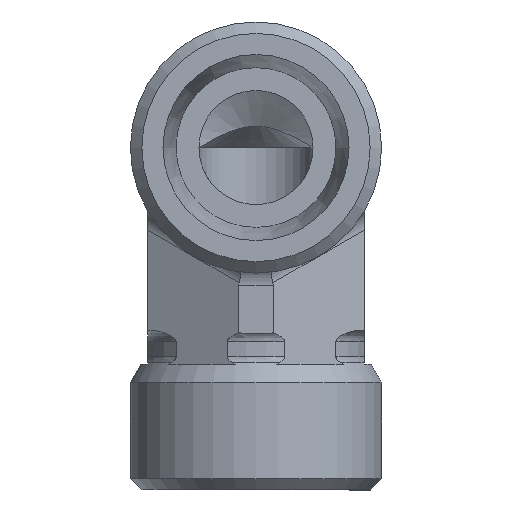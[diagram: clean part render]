
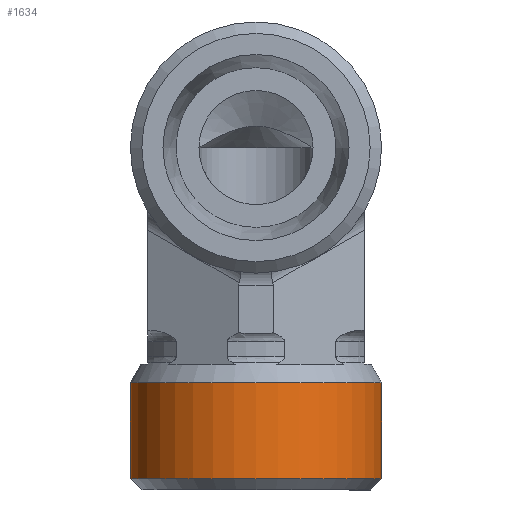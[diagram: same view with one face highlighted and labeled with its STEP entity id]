
A CAD part, front view. The second image highlights one B-rep face of the part: STEP entity #1634.
In plain terms, the highlighted cylindrical face has radius 11 mm (diameter 22 mm), a full revolution.
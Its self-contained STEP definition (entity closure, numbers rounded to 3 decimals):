
#817=CARTESIAN_POINT('',(-7.985,9.544,-1.592));
#818=VERTEX_POINT('',#817);
#819=CARTESIAN_POINT('',(-18.985,9.544,-1.592));
#820=DIRECTION('',(0.0,0.0,-1.0));
#821=DIRECTION('',(-1.0,0.0,0.0));
#822=AXIS2_PLACEMENT_3D('',#819,#820,#821);
#823=CIRCLE('',#822,11.0);
#824=EDGE_CURVE('',#818,#818,#823,.T.);
#1600=CARTESIAN_POINT('',(-7.985,9.544,-10.));
#1601=VERTEX_POINT('',#1600);
#1602=CARTESIAN_POINT('',(-18.985,9.544,-10.));
#1603=DIRECTION('',(0.0,0.0,-1.0));
#1604=DIRECTION('',(-1.0,0.0,0.0));
#1605=AXIS2_PLACEMENT_3D('',#1602,#1603,#1604);
#1606=CIRCLE('',#1605,11.0);
#1607=EDGE_CURVE('',#1601,#1601,#1606,.T.);
#1623=CARTESIAN_POINT('',(-18.985,9.544,-11.0));
#1624=DIRECTION('',(0.,0.,1.0));
#1625=DIRECTION('',(-1.0,0.0,0.0));
#1626=AXIS2_PLACEMENT_3D('',#1623,#1624,#1625);
#1627=CYLINDRICAL_SURFACE('',#1626,11.0);
#1628=ORIENTED_EDGE('',*,*,#824,.T.);
#1629=EDGE_LOOP('',(#1628));
#1630=FACE_OUTER_BOUND('',#1629,.T.);
#1631=ORIENTED_EDGE('',*,*,#1607,.F.);
#1632=EDGE_LOOP('',(#1631));
#1633=FACE_BOUND('',#1632,.T.);
#1634=ADVANCED_FACE('',(#1630,#1633),#1627,.T.);
